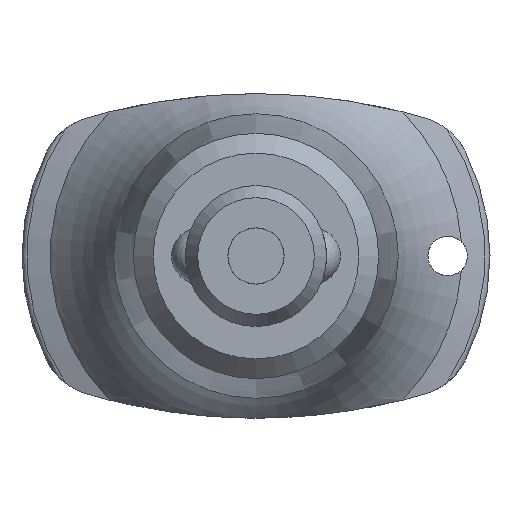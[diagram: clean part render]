
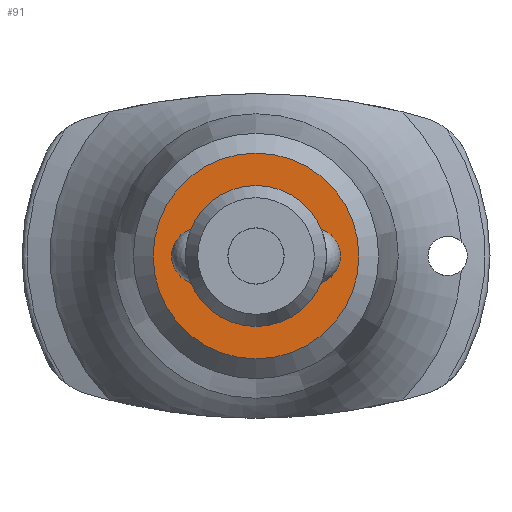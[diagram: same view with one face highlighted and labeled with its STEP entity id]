
A CAD part, front view. The second image highlights one B-rep face of the part: STEP entity #91.
In plain terms, the highlighted planar face has unit normal (0, -1, 0).
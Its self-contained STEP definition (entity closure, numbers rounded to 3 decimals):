
#91 = ADVANCED_FACE( '', ( #217, #218 ), #219, .T. );
#217 = FACE_OUTER_BOUND( '', #385, .T. );
#218 = FACE_BOUND( '', #386, .T. );
#219 = PLANE( '', #387 );
#385 = EDGE_LOOP( '', ( #623 ) );
#386 = EDGE_LOOP( '', ( #624 ) );
#387 = AXIS2_PLACEMENT_3D( '', #625, #626, #627 );
#623 = ORIENTED_EDGE( '', *, *, #905, .T. );
#624 = ORIENTED_EDGE( '', *, *, #906, .F. );
#625 = CARTESIAN_POINT( '', ( 2., 0., 0. ) );
#626 = DIRECTION( '', ( 0., -1., 0. ) );
#627 = DIRECTION( '', ( 0., 0., -1. ) );
#905 = EDGE_CURVE( '', #1058, #1058, #1059, .T. );
#906 = EDGE_CURVE( '', #1060, #1060, #1061, .T. );
#1058 = VERTEX_POINT( '', #1634 );
#1059 = CIRCLE( '', #1635, 7.3 );
#1060 = VERTEX_POINT( '', #1636 );
#1061 = CIRCLE( '', #1637, 5. );
#1634 = CARTESIAN_POINT( '', ( 0., 0., -7.3 ) );
#1635 = AXIS2_PLACEMENT_3D( '', #1920, #1921, #1922 );
#1636 = CARTESIAN_POINT( '', ( 0., 0., -5. ) );
#1637 = AXIS2_PLACEMENT_3D( '', #1923, #1924, #1925 );
#1920 = CARTESIAN_POINT( '', ( 0., 0., 0. ) );
#1921 = DIRECTION( '', ( 0., -1., 0. ) );
#1922 = DIRECTION( '', ( 0., 0., -1. ) );
#1923 = CARTESIAN_POINT( '', ( 0., 0., 0. ) );
#1924 = DIRECTION( '', ( 0., -1., 0. ) );
#1925 = DIRECTION( '', ( 0., 0., -1. ) );
